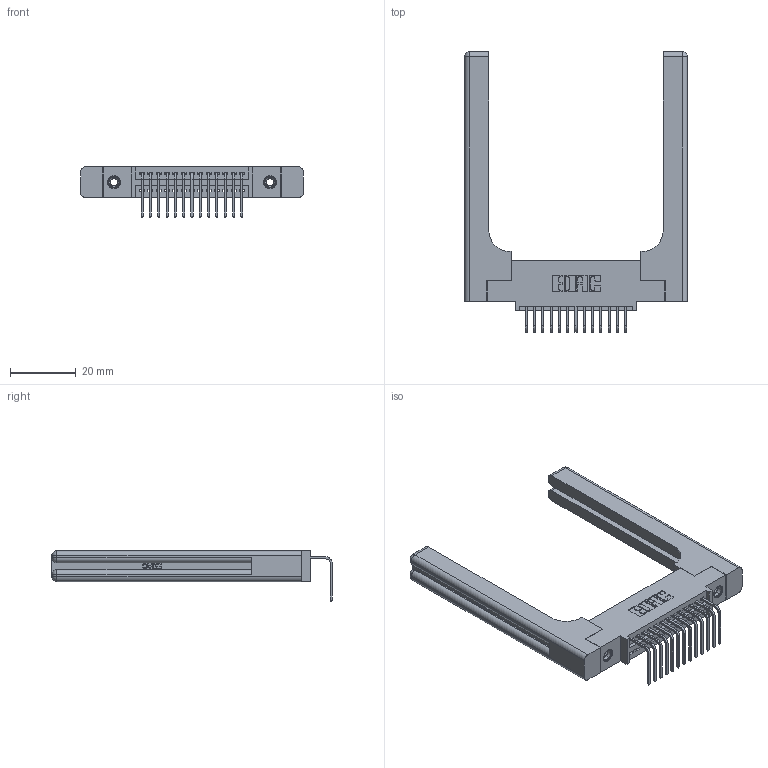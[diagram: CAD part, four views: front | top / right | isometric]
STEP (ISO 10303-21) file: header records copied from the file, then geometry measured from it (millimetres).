
FILE_DESCRIPTION (( 'STEP AP203' ), '1' );
FILE_NAME ('395-013-558-458.STEP', '2019-10-11T02:52:34', ( '' ), ( '' ), 'SwSTEP 2.0', 'SolidWorks 2016', '' );
FILE_SCHEMA (( 'CONFIG_CONTROL_DESIGN' ));
Length unit declared in the file: inch
Products named in the file (5): 345-292-001_558 Tail - 2; 345-250-001_345-250-001-102; 345-220-058_345-220-058; 395-013-558-458; 345 Part_0.110 Offset - 0.156 Dia-TH
Assembly tree (18 placements, depth 2):
  395-013-558-458
    345 Part_0.110 Offset - 0.156 Dia-TH
    345-292-001_558 Tail - 2  x13
    345-250-001_345-250-001-102  x2
    345-220-058_345-220-058  x2
Bounding box: 68.05 x 85.59 x 15.37 mm (x, y, z)
Volume: 14700.5 mm3; surface area: 13481.1 mm2
Topology: 18 solids, 18 shells, 1166 faces, 3385 edges, 2218 vertices
Faces by surface type: plane 778, cylinder 328, bspline 36, cone 12, sphere 8, torus 4
Entity records: 19086 total; most frequent: CARTESIAN_POINT 4280, ORIENTED_EDGE 3024, DIRECTION 2726, EDGE_CURVE 1512, LINE 1236, VECTOR 1236, VERTEX_POINT 998, AXIS2_PLACEMENT_3D 745
